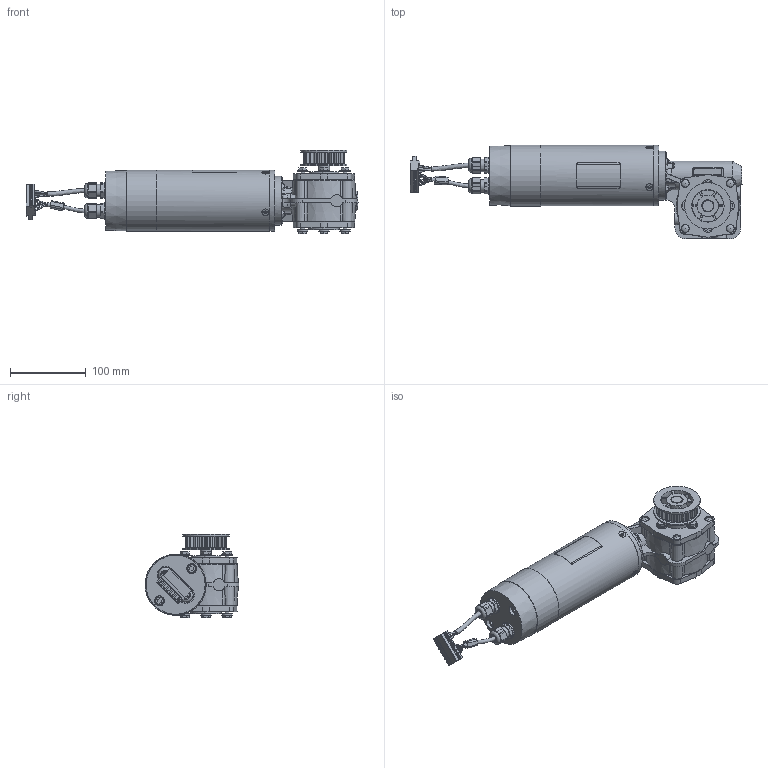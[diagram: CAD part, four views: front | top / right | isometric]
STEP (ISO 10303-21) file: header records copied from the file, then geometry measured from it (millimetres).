
FILE_DESCRIPTION(/* description */ (''),/* implementation_level */ '2;1');
FILE_NAME(/* name */ '6FB1103-0AT10-3MD0_3d.stp',/* time_stamp */ '2020-01-07T10:25:23+01:00',/* author */ ('Naepfel'),/* organization */ ('Siemens'),/* preprocessor_version */ 'ST-DEVELOPER v16.7',/* originating_system */ 'SIEMENS PLM Software NX 12.0',/* authorisation */ '');
FILE_SCHEMA (('AUTOMOTIVE_DESIGN { 1 0 10303 214 3 1 1 1 }'));
Length unit declared in the file: millimetre
Products named in the file (2): A5E48892017A_002; A5E49011984A_002
Assembly tree (1 placements, depth 2):
  A5E49011984A_002
    A5E48892017A_002
Bounding box: 437.43 x 123.8 x 110.05 mm (x, y, z)
Volume: 1709137.1 mm3; surface area: 152503.2 mm2
Topology: 1 solids, 9 shells, 1111 faces, 2755 edges, 1800 vertices
Faces by surface type: plane 577, cylinder 379, cone 57, bspline 52, extrusion 22, torus 12, sphere 12
Full cylindrical faces by diameter (mm): 4.8 x1, 5.5 x4, 5.61 x8, 5.8 x1, 6 x8, 8 x2, 9 x2, 9.3 x4, 9.5 x4, 10 x10, 10.5 x8, 12 x4, 13.8 x8, 15 x2, 16.7 x2, 18.999 x2, 22 x2, 40 x1, 45 x2, 48 x1, 48.1 x1, 48.2 x1, 61 x2, 64.5 x1, 80 x1, 80.05 x1, 80.6 x1
Entity records: 45991 total; most frequent: CARTESIAN_POINT 12708, ORIENTED_EDGE 5198, DIRECTION 5175, EDGE_CURVE 2599, AXIS2_PLACEMENT_3D 1983, VERTEX_POINT 1754, EDGE_LOOP 1369, VECTOR 1209
